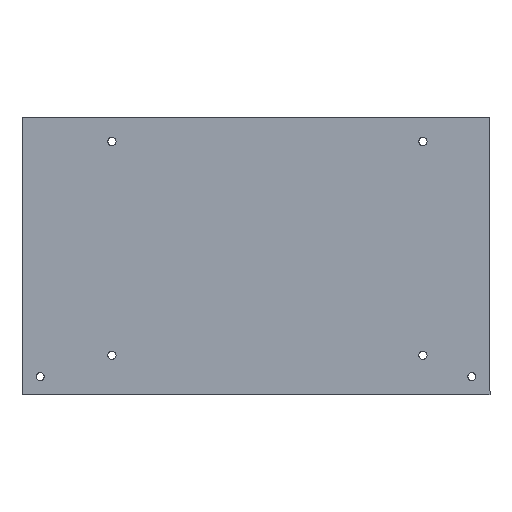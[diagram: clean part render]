
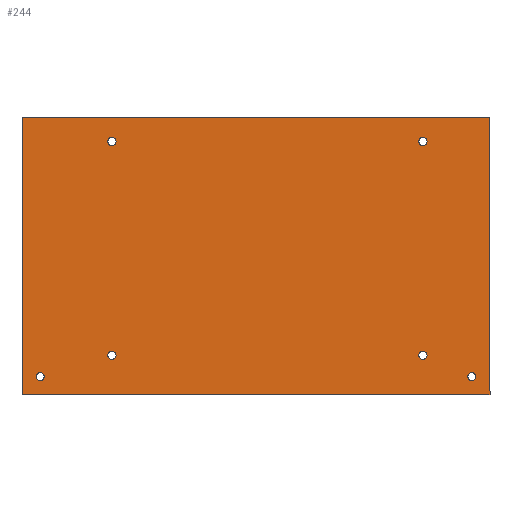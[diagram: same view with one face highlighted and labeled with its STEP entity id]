
A CAD part, top view. The second image highlights one B-rep face of the part: STEP entity #244.
In plain terms, the highlighted planar face has unit normal (0, 0, 1).
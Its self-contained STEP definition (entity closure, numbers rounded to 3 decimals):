
#27=FACE_BOUND('',#75,.T.);
#28=FACE_BOUND('',#76,.T.);
#29=FACE_BOUND('',#77,.T.);
#30=FACE_BOUND('',#78,.T.);
#31=FACE_BOUND('',#79,.T.);
#32=FACE_BOUND('',#80,.T.);
#39=CIRCLE('',#278,1.7);
#40=CIRCLE('',#280,1.7);
#41=CIRCLE('',#282,1.7);
#42=CIRCLE('',#284,1.7);
#43=CIRCLE('',#286,1.625);
#44=CIRCLE('',#290,1.625);
#56=FACE_OUTER_BOUND('',#74,.T.);
#74=EDGE_LOOP('',(#217,#218,#219,#220));
#75=EDGE_LOOP('',(#221));
#76=EDGE_LOOP('',(#222));
#77=EDGE_LOOP('',(#223));
#78=EDGE_LOOP('',(#224));
#79=EDGE_LOOP('',(#225));
#80=EDGE_LOOP('',(#226));
#83=LINE('',#368,#101);
#87=LINE('',#375,#105);
#95=LINE('',#414,#113);
#97=LINE('',#417,#115);
#101=VECTOR('',#298,10.);
#105=VECTOR('',#304,10.);
#113=VECTOR('',#348,10.);
#115=VECTOR('',#352,10.);
#119=VERTEX_POINT('',#365);
#120=VERTEX_POINT('',#367);
#122=VERTEX_POINT('',#373);
#130=VERTEX_POINT('',#393);
#131=VERTEX_POINT('',#397);
#132=VERTEX_POINT('',#401);
#133=VERTEX_POINT('',#405);
#134=VERTEX_POINT('',#409);
#135=VERTEX_POINT('',#413);
#136=VERTEX_POINT('',#419);
#139=EDGE_CURVE('',#120,#119,#83,.T.);
#143=EDGE_CURVE('',#122,#119,#87,.T.);
#153=EDGE_CURVE('',#130,#130,#39,.T.);
#155=EDGE_CURVE('',#131,#131,#40,.T.);
#157=EDGE_CURVE('',#132,#132,#41,.T.);
#159=EDGE_CURVE('',#133,#133,#42,.T.);
#161=EDGE_CURVE('',#134,#134,#43,.T.);
#162=EDGE_CURVE('',#135,#120,#95,.T.);
#164=EDGE_CURVE('',#122,#135,#97,.T.);
#166=EDGE_CURVE('',#136,#136,#44,.T.);
#217=ORIENTED_EDGE('',*,*,#139,.T.);
#218=ORIENTED_EDGE('',*,*,#143,.F.);
#219=ORIENTED_EDGE('',*,*,#164,.T.);
#220=ORIENTED_EDGE('',*,*,#162,.T.);
#221=ORIENTED_EDGE('',*,*,#153,.T.);
#222=ORIENTED_EDGE('',*,*,#155,.T.);
#223=ORIENTED_EDGE('',*,*,#157,.T.);
#224=ORIENTED_EDGE('',*,*,#159,.T.);
#225=ORIENTED_EDGE('',*,*,#161,.T.);
#226=ORIENTED_EDGE('',*,*,#166,.T.);
#232=PLANE('',#291);
#244=ADVANCED_FACE('',(#56,#27,#28,#29,#30,#31,#32),#232,.T.);
#278=AXIS2_PLACEMENT_3D('',#395,#324,#325);
#280=AXIS2_PLACEMENT_3D('',#399,#329,#330);
#282=AXIS2_PLACEMENT_3D('',#403,#334,#335);
#284=AXIS2_PLACEMENT_3D('',#407,#339,#340);
#286=AXIS2_PLACEMENT_3D('',#411,#344,#345);
#290=AXIS2_PLACEMENT_3D('',#421,#356,#357);
#291=AXIS2_PLACEMENT_3D('',#422,#358,#359);
#298=DIRECTION('',(-1.,0.,0.));
#304=DIRECTION('',(0.,1.,0.));
#324=DIRECTION('center_axis',(0.,0.,-1.));
#325=DIRECTION('ref_axis',(-1.,0.,0.));
#329=DIRECTION('center_axis',(0.,0.,-1.));
#330=DIRECTION('ref_axis',(-1.,0.,0.));
#334=DIRECTION('center_axis',(0.,0.,-1.));
#335=DIRECTION('ref_axis',(-1.,0.,0.));
#339=DIRECTION('center_axis',(0.,0.,-1.));
#340=DIRECTION('ref_axis',(-1.,0.,0.));
#344=DIRECTION('center_axis',(0.,0.,-1.));
#345=DIRECTION('ref_axis',(-1.,0.,0.));
#348=DIRECTION('',(0.,1.,0.));
#352=DIRECTION('',(1.,0.,0.));
#356=DIRECTION('center_axis',(0.,0.,-1.));
#357=DIRECTION('ref_axis',(-1.,0.,0.));
#358=DIRECTION('center_axis',(0.,0.,1.));
#359=DIRECTION('ref_axis',(1.,0.,0.));
#365=CARTESIAN_POINT('',(0.,114.585,2.));
#367=CARTESIAN_POINT('',(192.604,114.585,2.));
#368=CARTESIAN_POINT('',(191.302,114.585,2.));
#373=CARTESIAN_POINT('',(0.,0.313,2.));
#375=CARTESIAN_POINT('',(0.,170.328,2.));
#393=CARTESIAN_POINT('',(38.694,16.585,2.));
#395=CARTESIAN_POINT('Origin',(36.994,16.585,2.));
#397=CARTESIAN_POINT('',(166.694,16.585,2.));
#399=CARTESIAN_POINT('Origin',(164.994,16.585,2.));
#401=CARTESIAN_POINT('',(38.694,104.585,2.));
#403=CARTESIAN_POINT('Origin',(36.994,104.585,2.));
#405=CARTESIAN_POINT('',(166.694,104.585,2.));
#407=CARTESIAN_POINT('Origin',(164.994,104.585,2.));
#409=CARTESIAN_POINT('',(186.729,7.813,2.));
#411=CARTESIAN_POINT('Origin',(185.104,7.813,2.));
#413=CARTESIAN_POINT('',(192.604,0.313,2.));
#414=CARTESIAN_POINT('',(192.604,64.407,2.));
#417=CARTESIAN_POINT('',(194.79,0.313,2.));
#419=CARTESIAN_POINT('',(9.125,7.813,2.));
#421=CARTESIAN_POINT('Origin',(7.5,7.813,2.));
#422=CARTESIAN_POINT('Origin',(190.,113.5,2.));
